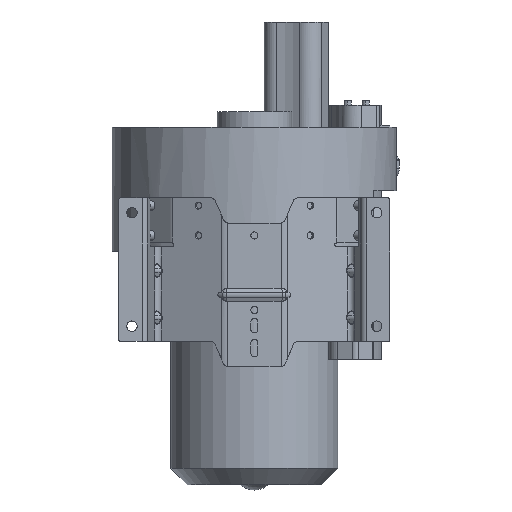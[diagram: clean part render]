
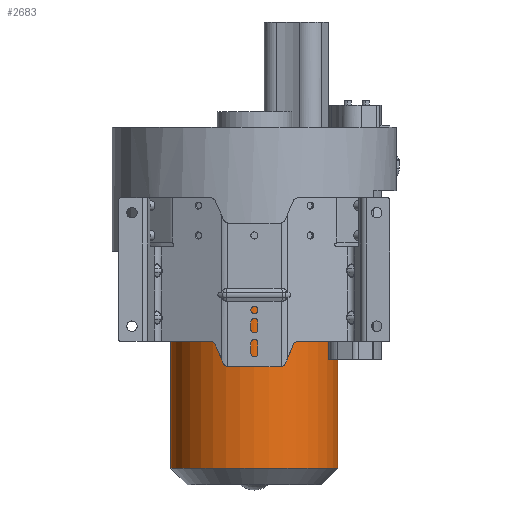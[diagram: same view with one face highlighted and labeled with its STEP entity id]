
A CAD part, front view. The second image highlights one B-rep face of the part: STEP entity #2683.
In plain terms, the highlighted cylindrical face has radius 112 mm (diameter 224 mm), a partial arc.
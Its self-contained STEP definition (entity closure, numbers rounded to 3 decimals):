
#805=CYLINDRICAL_SURFACE('',#11269,112.);
#816=LINE('',#14087,#1462);
#817=LINE('',#14088,#1463);
#1462=VECTOR('',#11331,1.);
#1463=VECTOR('',#11332,1.);
#2683=ADVANCED_FACE('',(#3257),#805,.T.);
#3257=FACE_OUTER_BOUND('',#3912,.T.);
#3912=EDGE_LOOP('',(#7298,#7299,#7300,#7301));
#7298=ORIENTED_EDGE('',*,*,#8342,.F.);
#7299=ORIENTED_EDGE('',*,*,#9305,.T.);
#7300=ORIENTED_EDGE('',*,*,#8343,.T.);
#7301=ORIENTED_EDGE('',*,*,#9833,.T.);
#7353=VERTEX_POINT('',#14037);
#7354=VERTEX_POINT('',#14039);
#7357=VERTEX_POINT('',#14085);
#7358=VERTEX_POINT('',#14086);
#8342=EDGE_CURVE('',#7358,#7354,#816,.T.);
#8343=EDGE_CURVE('',#7357,#7353,#817,.T.);
#9305=EDGE_CURVE('',#7358,#7357,#10134,.T.);
#9833=EDGE_CURVE('',#7353,#7354,#10267,.T.);
#10134=CIRCLE('',#10870,112.);
#10267=CIRCLE('',#11268,112.);
#10870=AXIS2_PLACEMENT_3D('',#21264,#12880,#12881);
#11268=AXIS2_PLACEMENT_3D('',#23420,#13917,#13918);
#11269=AXIS2_PLACEMENT_3D('',#23421,#13919,#13920);
#11331=DIRECTION('',(0.,0.,-1.));
#11332=DIRECTION('',(0.,0.,-1.));
#12880=DIRECTION('',(0.,0.,-1.));
#12881=DIRECTION('',(-1.,0.,0.));
#13917=DIRECTION('',(0.,0.,1.));
#13918=DIRECTION('',(-1.,0.,0.));
#13919=DIRECTION('',(0.,0.,-1.));
#13920=DIRECTION('',(1.,0.,0.));
#14037=CARTESIAN_POINT('',(-112.,0.,-332.));
#14039=CARTESIAN_POINT('',(112.,0.,-332.));
#14085=CARTESIAN_POINT('',(-112.,0.,-40.8));
#14086=CARTESIAN_POINT('',(112.,0.,-40.8));
#14087=CARTESIAN_POINT('',(112.,0.,-40.8));
#14088=CARTESIAN_POINT('',(-112.,0.,-40.8));
#21264=CARTESIAN_POINT('',(0.,0.,-40.8));
#23420=CARTESIAN_POINT('',(0.,0.,-332.));
#23421=CARTESIAN_POINT('',(0.,0.,-40.8));
